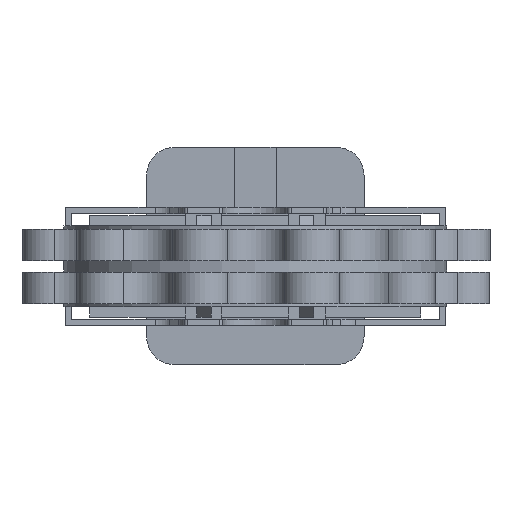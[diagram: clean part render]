
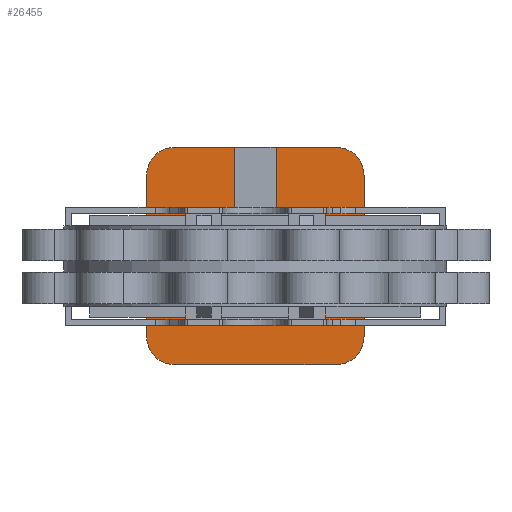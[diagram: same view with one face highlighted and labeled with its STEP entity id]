
A CAD part, front view. The second image highlights one B-rep face of the part: STEP entity #26455.
In plain terms, the highlighted planar face has unit normal (0, -1, 0).
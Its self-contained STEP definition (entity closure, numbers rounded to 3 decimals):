
#862 = CARTESIAN_POINT ( 'NONE',  ( -78., 789., -59. ) ) ;
#1445 = ORIENTED_EDGE ( 'NONE', *, *, #8979, .F. ) ;
#2011 = VERTEX_POINT ( 'NONE', #35338 ) ;
#2250 = CARTESIAN_POINT ( 'NONE',  ( -60., 789., 87. ) ) ;
#2393 = ORIENTED_EDGE ( 'NONE', *, *, #37301, .F. ) ;
#3233 = EDGE_CURVE ( 'NONE', #2011, #48721, #39667, .T. ) ;
#3606 = ORIENTED_EDGE ( 'NONE', *, *, #11605, .T. ) ;
#3711 = EDGE_LOOP ( 'NONE', ( #26037, #11235, #38869, #26308, #22928, #2393, #23592, #1445, #37394, #46490, #21804, #25712, #21463, #34295, #25251, #3606 ) ) ;
#3802 = VERTEX_POINT ( 'NONE', #10917 ) ;
#4632 = DIRECTION ( 'NONE',  ( 0., 1., 0. ) ) ;
#4852 = CIRCLE ( 'NONE', #6880, 27. ) ;
#5178 = CIRCLE ( 'NONE', #9212, 27. ) ;
#5779 = CARTESIAN_POINT ( 'NONE',  ( 60., 789., 87. ) ) ;
#6671 = CARTESIAN_POINT ( 'NONE',  ( 78., 789., -32. ) ) ;
#6880 = AXIS2_PLACEMENT_3D ( 'NONE', #22279, #29542, #41489 ) ;
#7475 = LINE ( 'NONE', #44188, #48494 ) ;
#8256 = DIRECTION ( 'NONE',  ( 0., 0., -1. ) ) ;
#8979 = EDGE_CURVE ( 'NONE', #21082, #13830, #42877, .T. ) ;
#9205 = DIRECTION ( 'NONE',  ( 1., 0., 0. ) ) ;
#9212 = AXIS2_PLACEMENT_3D ( 'NONE', #16436, #4632, #47104 ) ;
#9731 = PLANE ( 'NONE',  #19336 ) ;
#9923 = CARTESIAN_POINT ( 'NONE',  ( -78., 789., 151. ) ) ;
#10026 = CARTESIAN_POINT ( 'NONE',  ( -20., 789., 204.814 ) ) ;
#10064 = VERTEX_POINT ( 'NONE', #31070 ) ;
#10224 = VERTEX_POINT ( 'NONE', #5779 ) ;
#10760 = VECTOR ( 'NONE', #44209, 1000. ) ;
#10917 = CARTESIAN_POINT ( 'NONE',  ( 20., 789., 87. ) ) ;
#11235 = ORIENTED_EDGE ( 'NONE', *, *, #49270, .F. ) ;
#11286 = DIRECTION ( 'NONE',  ( 0., 0., -1. ) ) ;
#11375 = VECTOR ( 'NONE', #14211, 1000. ) ;
#11605 = EDGE_CURVE ( 'NONE', #30993, #48721, #28183, .T. ) ;
#11818 = CARTESIAN_POINT ( 'NONE',  ( 105., 789., 124. ) ) ;
#11864 = EDGE_CURVE ( 'NONE', #24624, #37801, #45065, .T. ) ;
#12155 = VECTOR ( 'NONE', #24902, 1000. ) ;
#12353 = EDGE_CURVE ( 'NONE', #12912, #21082, #5178, .T. ) ;
#12514 = VECTOR ( 'NONE', #33559, 1000. ) ;
#12912 = VERTEX_POINT ( 'NONE', #22521 ) ;
#13382 = VECTOR ( 'NONE', #25234, 1000. ) ;
#13608 = DIRECTION ( 'NONE',  ( 0., 0., 1. ) ) ;
#13830 = VERTEX_POINT ( 'NONE', #34646 ) ;
#14211 = DIRECTION ( 'NONE',  ( 0., 0., 1. ) ) ;
#14523 = EDGE_CURVE ( 'NONE', #13830, #30113, #14699, .T. ) ;
#14699 = CIRCLE ( 'NONE', #41500, 27. ) ;
#15748 = VECTOR ( 'NONE', #8256, 1000. ) ;
#15986 = VECTOR ( 'NONE', #11286, 1000. ) ;
#16436 = CARTESIAN_POINT ( 'NONE',  ( 78., 789., 124. ) ) ;
#16558 = CARTESIAN_POINT ( 'NONE',  ( 60., 789., -15. ) ) ;
#18368 = CARTESIAN_POINT ( 'NONE',  ( -20., 789., 87. ) ) ;
#18453 = DIRECTION ( 'NONE',  ( 0., 1., 0. ) ) ;
#18711 = CARTESIAN_POINT ( 'NONE',  ( 78., 789., -59. ) ) ;
#19336 = AXIS2_PLACEMENT_3D ( 'NONE', #44449, #32812, #13608 ) ;
#19338 = DIRECTION ( 'NONE',  ( 0., 1., 0. ) ) ;
#19904 = DIRECTION ( 'NONE',  ( 1., 0., 0. ) ) ;
#19975 = VECTOR ( 'NONE', #9205, 1000. ) ;
#20141 = CARTESIAN_POINT ( 'NONE',  ( -105., 789., 124. ) ) ;
#21082 = VERTEX_POINT ( 'NONE', #32248 ) ;
#21328 = VERTEX_POINT ( 'NONE', #39779 ) ;
#21463 = ORIENTED_EDGE ( 'NONE', *, *, #30380, .F. ) ;
#21804 = ORIENTED_EDGE ( 'NONE', *, *, #38592, .T. ) ;
#22279 = CARTESIAN_POINT ( 'NONE',  ( -78., 789., -32. ) ) ;
#22521 = CARTESIAN_POINT ( 'NONE',  ( 78., 789., 151. ) ) ;
#22759 = LINE ( 'NONE', #18711, #12514 ) ;
#22787 = EDGE_CURVE ( 'NONE', #10064, #43647, #7475, .T. ) ;
#22928 = ORIENTED_EDGE ( 'NONE', *, *, #31282, .F. ) ;
#23354 = CARTESIAN_POINT ( 'NONE',  ( -60., 789., 87. ) ) ;
#23592 = ORIENTED_EDGE ( 'NONE', *, *, #14523, .F. ) ;
#24299 = VERTEX_POINT ( 'NONE', #48839 ) ;
#24624 = VERTEX_POINT ( 'NONE', #20141 ) ;
#24902 = DIRECTION ( 'NONE',  ( 0., 0., 1. ) ) ;
#25231 = VERTEX_POINT ( 'NONE', #862 ) ;
#25234 = DIRECTION ( 'NONE',  ( 1., 0., 0. ) ) ;
#25251 = ORIENTED_EDGE ( 'NONE', *, *, #42140, .T. ) ;
#25712 = ORIENTED_EDGE ( 'NONE', *, *, #41613, .T. ) ;
#26037 = ORIENTED_EDGE ( 'NONE', *, *, #3233, .F. ) ;
#26308 = ORIENTED_EDGE ( 'NONE', *, *, #42071, .F. ) ;
#26455 = ADVANCED_FACE ( 'NONE', ( #30488 ), #9731, .F. ) ;
#28183 = LINE ( 'NONE', #38960, #37230 ) ;
#29542 = DIRECTION ( 'NONE',  ( 0., 1., 0. ) ) ;
#30113 = VERTEX_POINT ( 'NONE', #42000 ) ;
#30349 = EDGE_CURVE ( 'NONE', #24299, #12912, #39261, .T. ) ;
#30380 = EDGE_CURVE ( 'NONE', #43647, #10224, #38068, .T. ) ;
#30488 = FACE_OUTER_BOUND ( 'NONE', #3711, .T. ) ;
#30993 = VERTEX_POINT ( 'NONE', #2250 ) ;
#31070 = CARTESIAN_POINT ( 'NONE',  ( -60., 789., -15. ) ) ;
#31226 = LINE ( 'NONE', #44385, #11375 ) ;
#31282 = EDGE_CURVE ( 'NONE', #25231, #21328, #4852, .T. ) ;
#32248 = CARTESIAN_POINT ( 'NONE',  ( 105., 789., 124. ) ) ;
#32812 = DIRECTION ( 'NONE',  ( 0., 1., 0. ) ) ;
#33007 = CARTESIAN_POINT ( 'NONE',  ( -78., 789., 151. ) ) ;
#33197 = VECTOR ( 'NONE', #40738, 1000. ) ;
#33479 = DIRECTION ( 'NONE',  ( 0., 0., 1. ) ) ;
#33559 = DIRECTION ( 'NONE',  ( -1., 0., 0. ) ) ;
#33641 = VECTOR ( 'NONE', #44905, 1000. ) ;
#34295 = ORIENTED_EDGE ( 'NONE', *, *, #22787, .F. ) ;
#34646 = CARTESIAN_POINT ( 'NONE',  ( 105., 789., -32. ) ) ;
#35338 = CARTESIAN_POINT ( 'NONE',  ( -20., 789., 151. ) ) ;
#35645 = LINE ( 'NONE', #23354, #19975 ) ;
#36334 = CARTESIAN_POINT ( 'NONE',  ( 60., 789., 87. ) ) ;
#37230 = VECTOR ( 'NONE', #19904, 1000. ) ;
#37301 = EDGE_CURVE ( 'NONE', #30113, #25231, #22759, .T. ) ;
#37394 = ORIENTED_EDGE ( 'NONE', *, *, #12353, .F. ) ;
#37801 = VERTEX_POINT ( 'NONE', #40166 ) ;
#38068 = LINE ( 'NONE', #36334, #12155 ) ;
#38077 = CARTESIAN_POINT ( 'NONE',  ( -78., 789., 124. ) ) ;
#38389 = CARTESIAN_POINT ( 'NONE',  ( 20., 789., 204.814 ) ) ;
#38592 = EDGE_CURVE ( 'NONE', #24299, #3802, #41337, .T. ) ;
#38869 = ORIENTED_EDGE ( 'NONE', *, *, #11864, .F. ) ;
#38960 = CARTESIAN_POINT ( 'NONE',  ( -60., 789., 87. ) ) ;
#39052 = LINE ( 'NONE', #40310, #10760 ) ;
#39261 = LINE ( 'NONE', #33007, #13382 ) ;
#39667 = LINE ( 'NONE', #10026, #33641 ) ;
#39779 = CARTESIAN_POINT ( 'NONE',  ( -105., 789., -32. ) ) ;
#40166 = CARTESIAN_POINT ( 'NONE',  ( -78., 789., 151. ) ) ;
#40310 = CARTESIAN_POINT ( 'NONE',  ( -105., 789., -32. ) ) ;
#40738 = DIRECTION ( 'NONE',  ( 1., 0., 0. ) ) ;
#41337 = LINE ( 'NONE', #38389, #15986 ) ;
#41489 = DIRECTION ( 'NONE',  ( 0., 0., 1. ) ) ;
#41500 = AXIS2_PLACEMENT_3D ( 'NONE', #6671, #18453, #33479 ) ;
#41613 = EDGE_CURVE ( 'NONE', #3802, #10224, #35645, .T. ) ;
#42000 = CARTESIAN_POINT ( 'NONE',  ( 78., 789., -59. ) ) ;
#42071 = EDGE_CURVE ( 'NONE', #21328, #24624, #39052, .T. ) ;
#42140 = EDGE_CURVE ( 'NONE', #10064, #30993, #31226, .T. ) ;
#42877 = LINE ( 'NONE', #11818, #15748 ) ;
#43106 = AXIS2_PLACEMENT_3D ( 'NONE', #38077, #19338, #49523 ) ;
#43432 = LINE ( 'NONE', #9923, #33197 ) ;
#43647 = VERTEX_POINT ( 'NONE', #16558 ) ;
#44188 = CARTESIAN_POINT ( 'NONE',  ( -60., 789., -15. ) ) ;
#44209 = DIRECTION ( 'NONE',  ( 0., 0., 1. ) ) ;
#44385 = CARTESIAN_POINT ( 'NONE',  ( -60., 789., 87. ) ) ;
#44449 = CARTESIAN_POINT ( 'NONE',  ( 78., 789., -32. ) ) ;
#44905 = DIRECTION ( 'NONE',  ( 0., 0., -1. ) ) ;
#45065 = CIRCLE ( 'NONE', #43106, 27. ) ;
#46490 = ORIENTED_EDGE ( 'NONE', *, *, #30349, .F. ) ;
#47104 = DIRECTION ( 'NONE',  ( 0., 0., 1. ) ) ;
#47874 = DIRECTION ( 'NONE',  ( 1., 0., 0. ) ) ;
#48494 = VECTOR ( 'NONE', #47874, 1000. ) ;
#48721 = VERTEX_POINT ( 'NONE', #18368 ) ;
#48839 = CARTESIAN_POINT ( 'NONE',  ( 20., 789., 151. ) ) ;
#49270 = EDGE_CURVE ( 'NONE', #37801, #2011, #43432, .T. ) ;
#49523 = DIRECTION ( 'NONE',  ( 0., 0., 1. ) ) ;
